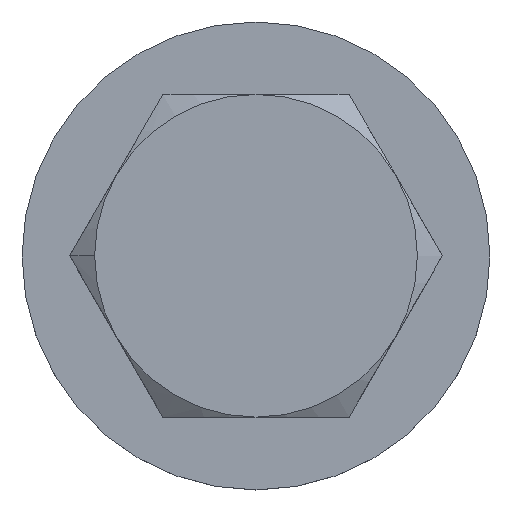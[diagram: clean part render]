
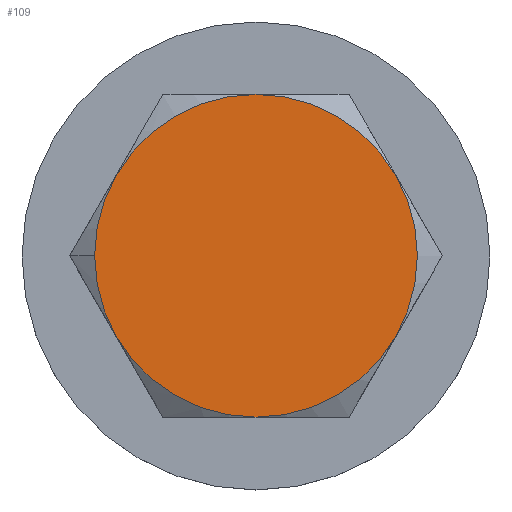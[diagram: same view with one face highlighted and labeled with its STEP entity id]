
A CAD part, top view. The second image highlights one B-rep face of the part: STEP entity #109.
In plain terms, the highlighted planar face has unit normal (0, 0, 1).
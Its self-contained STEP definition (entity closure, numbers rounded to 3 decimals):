
#12 = CARTESIAN_POINT ( 'NONE',  ( 0., -10., 7. ) ) ;
#47 = ORIENTED_EDGE ( 'NONE', *, *, #389, .F. ) ;
#49 = CARTESIAN_POINT ( 'NONE',  ( 0., 0., 7. ) ) ;
#55 = CIRCLE ( 'NONE', #326, 10. ) ;
#107 = ORIENTED_EDGE ( 'NONE', *, *, #242, .T. ) ;
#109 = ADVANCED_FACE ( 'NONE', ( #380 ), #525, .T. ) ;
#117 = VERTEX_POINT ( 'NONE', #254 ) ;
#119 = EDGE_LOOP ( 'NONE', ( #334, #462, #47, #717, #237, #588, #107 ) ) ;
#159 = AXIS2_PLACEMENT_3D ( 'NONE', #510, #839, #360 ) ;
#172 = CARTESIAN_POINT ( 'NONE',  ( -8.66, 5., 7. ) ) ;
#177 = AXIS2_PLACEMENT_3D ( 'NONE', #257, #185, #322 ) ;
#185 = DIRECTION ( 'NONE',  ( 0., 0., 1. ) ) ;
#209 = DIRECTION ( 'NONE',  ( 0., 0., -1. ) ) ;
#237 = ORIENTED_EDGE ( 'NONE', *, *, #801, .T. ) ;
#242 = EDGE_CURVE ( 'NONE', #585, #377, #790, .T. ) ;
#254 = CARTESIAN_POINT ( 'NONE',  ( 0., 10., 7. ) ) ;
#257 = CARTESIAN_POINT ( 'NONE',  ( 0., 0., 7. ) ) ;
#285 = DIRECTION ( 'NONE',  ( 0., 0., 1. ) ) ;
#306 = DIRECTION ( 'NONE',  ( 1., 0., 0. ) ) ;
#307 = AXIS2_PLACEMENT_3D ( 'NONE', #627, #209, #695 ) ;
#314 = CARTESIAN_POINT ( 'NONE',  ( 8.66, 5., 7. ) ) ;
#322 = DIRECTION ( 'NONE',  ( 1., 0., 0. ) ) ;
#326 = AXIS2_PLACEMENT_3D ( 'NONE', #416, #823, #343 ) ;
#332 = AXIS2_PLACEMENT_3D ( 'NONE', #378, #793, #306 ) ;
#334 = ORIENTED_EDGE ( 'NONE', *, *, #587, .T. ) ;
#343 = DIRECTION ( 'NONE',  ( 1., 0., 0. ) ) ;
#360 = DIRECTION ( 'NONE',  ( 1., 0., 0. ) ) ;
#377 = VERTEX_POINT ( 'NONE', #650 ) ;
#378 = CARTESIAN_POINT ( 'NONE',  ( 0., 0., 7. ) ) ;
#380 = FACE_OUTER_BOUND ( 'NONE', #119, .T. ) ;
#383 = CIRCLE ( 'NONE', #159, 10. ) ;
#389 = EDGE_CURVE ( 'NONE', #405, #117, #869, .T. ) ;
#405 = VERTEX_POINT ( 'NONE', #172 ) ;
#416 = CARTESIAN_POINT ( 'NONE',  ( 0., 0., 7. ) ) ;
#418 = CARTESIAN_POINT ( 'NONE',  ( -8.66, -5., 7. ) ) ;
#435 = DIRECTION ( 'NONE',  ( 1., 0., 0. ) ) ;
#462 = ORIENTED_EDGE ( 'NONE', *, *, #475, .T. ) ;
#475 = EDGE_CURVE ( 'NONE', #802, #117, #493, .T. ) ;
#493 = CIRCLE ( 'NONE', #592, 10. ) ;
#494 = VERTEX_POINT ( 'NONE', #562 ) ;
#506 = CARTESIAN_POINT ( 'NONE',  ( 0., 0., 7. ) ) ;
#509 = CIRCLE ( 'NONE', #332, 10. ) ;
#510 = CARTESIAN_POINT ( 'NONE',  ( 0., 0., 7. ) ) ;
#525 = PLANE ( 'NONE',  #177 ) ;
#532 = DIRECTION ( 'NONE',  ( 0., 0., 1. ) ) ;
#562 = CARTESIAN_POINT ( 'NONE',  ( -10., 0., 7. ) ) ;
#585 = VERTEX_POINT ( 'NONE', #12 ) ;
#587 = EDGE_CURVE ( 'NONE', #377, #802, #55, .T. ) ;
#588 = ORIENTED_EDGE ( 'NONE', *, *, #742, .T. ) ;
#592 = AXIS2_PLACEMENT_3D ( 'NONE', #784, #714, #759 ) ;
#596 = DIRECTION ( 'NONE',  ( 1., 0., 0. ) ) ;
#627 = CARTESIAN_POINT ( 'NONE',  ( 0., 0., 7. ) ) ;
#650 = CARTESIAN_POINT ( 'NONE',  ( 8.66, -5., 7. ) ) ;
#665 = AXIS2_PLACEMENT_3D ( 'NONE', #49, #532, #596 ) ;
#695 = DIRECTION ( 'NONE',  ( -1., 0., 0. ) ) ;
#708 = VERTEX_POINT ( 'NONE', #418 ) ;
#714 = DIRECTION ( 'NONE',  ( 0., 0., 1. ) ) ;
#717 = ORIENTED_EDGE ( 'NONE', *, *, #836, .T. ) ;
#740 = CIRCLE ( 'NONE', #665, 10. ) ;
#742 = EDGE_CURVE ( 'NONE', #708, #585, #509, .T. ) ;
#759 = DIRECTION ( 'NONE',  ( 1., 0., 0. ) ) ;
#784 = CARTESIAN_POINT ( 'NONE',  ( 0., 0., 7. ) ) ;
#790 = CIRCLE ( 'NONE', #867, 10. ) ;
#793 = DIRECTION ( 'NONE',  ( 0., 0., 1. ) ) ;
#801 = EDGE_CURVE ( 'NONE', #494, #708, #740, .T. ) ;
#802 = VERTEX_POINT ( 'NONE', #314 ) ;
#823 = DIRECTION ( 'NONE',  ( 0., 0., 1. ) ) ;
#836 = EDGE_CURVE ( 'NONE', #405, #494, #383, .T. ) ;
#839 = DIRECTION ( 'NONE',  ( 0., 0., 1. ) ) ;
#867 = AXIS2_PLACEMENT_3D ( 'NONE', #506, #285, #435 ) ;
#869 = CIRCLE ( 'NONE', #307, 10. ) ;
